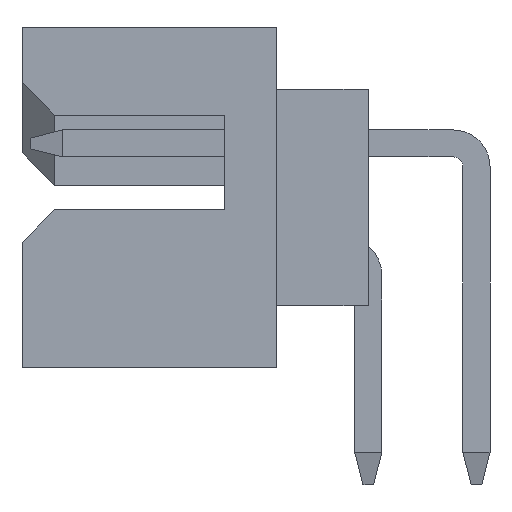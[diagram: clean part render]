
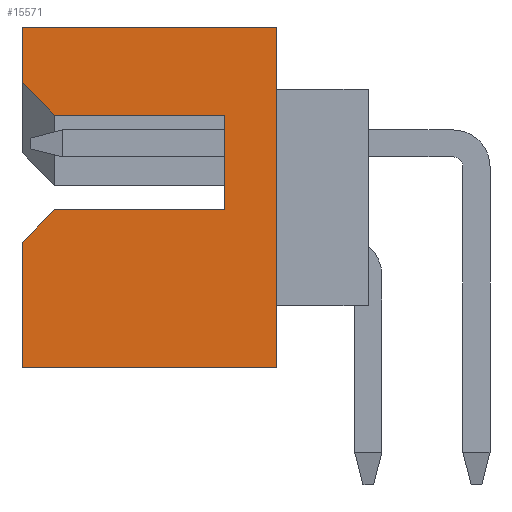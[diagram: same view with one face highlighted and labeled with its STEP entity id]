
A CAD part, left-side view. The second image highlights one B-rep face of the part: STEP entity #15571.
In plain terms, the highlighted planar face has unit normal (-1, 0, 0).
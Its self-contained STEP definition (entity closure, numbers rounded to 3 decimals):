
#8437=CARTESIAN_POINT('',(-8.325,7.4,0.));
#8438=VERTEX_POINT('',#8437);
#8439=CARTESIAN_POINT('',(-8.325,2.7,0.));
#8440=VERTEX_POINT('',#8439);
#8441=CARTESIAN_POINT('',(-8.325,7.4,0.));
#8442=DIRECTION('',(0.0,-1.0,0.0));
#8443=VECTOR('',#8442,4.7);
#8444=LINE('',#8441,#8443);
#8445=EDGE_CURVE('',#8438,#8440,#8444,.T.);
#8495=CARTESIAN_POINT('',(-8.325,2.7,6.3));
#8496=VERTEX_POINT('',#8495);
#8503=CARTESIAN_POINT('',(-8.325,2.7,0.));
#8504=DIRECTION('',(0.0,0.0,1.0));
#8505=VECTOR('',#8504,6.3);
#8506=LINE('',#8503,#8505);
#8507=EDGE_CURVE('',#8440,#8496,#8506,.T.);
#9939=CARTESIAN_POINT('',(-8.325,3.65,2.925));
#9940=VERTEX_POINT('',#9939);
#9947=CARTESIAN_POINT('',(-8.325,3.65,4.675));
#9948=VERTEX_POINT('',#9947);
#9949=CARTESIAN_POINT('',(-8.325,3.65,4.675));
#9950=DIRECTION('',(0.0,0.0,-1.0));
#9951=VECTOR('',#9950,1.75);
#9952=LINE('',#9949,#9951);
#9953=EDGE_CURVE('',#9948,#9940,#9952,.T.);
#15112=CARTESIAN_POINT('',(-8.325,7.4,6.3));
#15113=VERTEX_POINT('',#15112);
#15120=CARTESIAN_POINT('',(-8.325,7.4,6.3));
#15121=DIRECTION('',(0.0,-1.0,0.0));
#15122=VECTOR('',#15121,4.7);
#15123=LINE('',#15120,#15122);
#15124=EDGE_CURVE('',#15113,#8496,#15123,.T.);
#15379=CARTESIAN_POINT('',(-8.325,7.4,2.325));
#15380=VERTEX_POINT('',#15379);
#15381=CARTESIAN_POINT('',(-8.325,7.4,0.));
#15382=DIRECTION('',(0.0,0.0,1.0));
#15383=VECTOR('',#15382,2.325);
#15384=LINE('',#15381,#15383);
#15385=EDGE_CURVE('',#8438,#15380,#15384,.T.);
#15487=CARTESIAN_POINT('',(-8.325,7.4,5.275));
#15488=VERTEX_POINT('',#15487);
#15495=CARTESIAN_POINT('',(-8.325,7.4,5.275));
#15496=DIRECTION('',(0.0,0.0,1.0));
#15497=VECTOR('',#15496,1.025);
#15498=LINE('',#15495,#15497);
#15499=EDGE_CURVE('',#15488,#15113,#15498,.T.);
#15511=CARTESIAN_POINT('',(-8.325,6.8,2.925));
#15512=VERTEX_POINT('',#15511);
#15528=CARTESIAN_POINT('',(-8.325,6.8,2.925));
#15529=DIRECTION('',(0.0,0.707,-0.707));
#15530=VECTOR('',#15529,0.849);
#15531=LINE('',#15528,#15530);
#15532=EDGE_CURVE('',#15512,#15380,#15531,.T.);
#15537=CARTESIAN_POINT('',(-8.325,7.635,-0.315));
#15538=DIRECTION('',(-1.0,0.0,0.0));
#15539=DIRECTION('',(0.0,0.0,1.0));
#15540=AXIS2_PLACEMENT_3D('',#15537,#15538,#15539);
#15541=PLANE('',#15540);
#15542=ORIENTED_EDGE('',*,*,#15385,.F.);
#15543=ORIENTED_EDGE('',*,*,#8445,.T.);
#15544=ORIENTED_EDGE('',*,*,#8507,.T.);
#15545=ORIENTED_EDGE('',*,*,#15124,.F.);
#15546=ORIENTED_EDGE('',*,*,#15499,.F.);
#15547=CARTESIAN_POINT('',(-8.325,6.8,4.675));
#15548=VERTEX_POINT('',#15547);
#15549=CARTESIAN_POINT('',(-8.325,7.4,5.275));
#15550=DIRECTION('',(0.0,-0.707,-0.707));
#15551=VECTOR('',#15550,0.849);
#15552=LINE('',#15549,#15551);
#15553=EDGE_CURVE('',#15488,#15548,#15552,.T.);
#15554=ORIENTED_EDGE('',*,*,#15553,.T.);
#15555=CARTESIAN_POINT('',(-8.325,6.8,4.675));
#15556=DIRECTION('',(0.0,-1.0,0.0));
#15557=VECTOR('',#15556,3.15);
#15558=LINE('',#15555,#15557);
#15559=EDGE_CURVE('',#15548,#9948,#15558,.T.);
#15560=ORIENTED_EDGE('',*,*,#15559,.T.);
#15561=ORIENTED_EDGE('',*,*,#9953,.T.);
#15562=CARTESIAN_POINT('',(-8.325,6.8,2.925));
#15563=DIRECTION('',(0.0,-1.0,0.0));
#15564=VECTOR('',#15563,3.15);
#15565=LINE('',#15562,#15564);
#15566=EDGE_CURVE('',#15512,#9940,#15565,.T.);
#15567=ORIENTED_EDGE('',*,*,#15566,.F.);
#15568=ORIENTED_EDGE('',*,*,#15532,.T.);
#15569=EDGE_LOOP('',(#15542,#15543,#15544,#15545,#15546,#15554,#15560,#15561,#15567,#15568));
#15570=FACE_OUTER_BOUND('',#15569,.T.);
#15571=ADVANCED_FACE('',(#15570),#15541,.T.);
